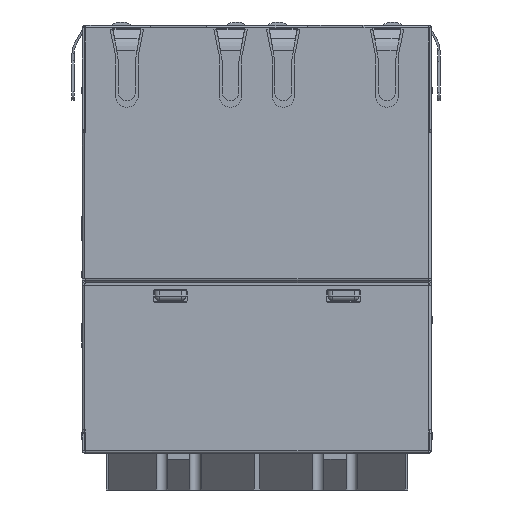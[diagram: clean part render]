
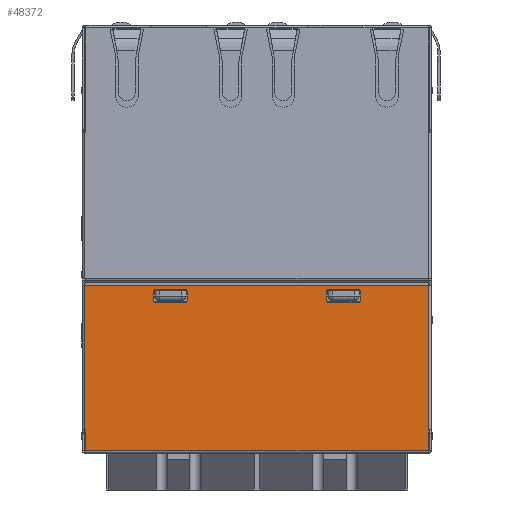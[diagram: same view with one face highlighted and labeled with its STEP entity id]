
A CAD part, front view. The second image highlights one B-rep face of the part: STEP entity #48372.
In plain terms, the highlighted planar face has unit normal (0, -1, 0).
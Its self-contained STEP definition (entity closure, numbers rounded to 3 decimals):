
#8408=DIRECTION('',(0.,0.,1.));
#8409=VECTOR('',#8408,1.859);
#8410=CARTESIAN_POINT('',(-15.349,-12.875,-37.88));
#8411=LINE('',#8410,#8409);
#8416=DIRECTION('',(-1.,0.,0.));
#8417=VECTOR('',#8416,0.06);
#8418=CARTESIAN_POINT('',(-15.349,-12.875,-36.021));
#8419=LINE('',#8418,#8417);
#8420=DIRECTION('',(0.,0.,1.));
#8421=VECTOR('',#8420,1.859);
#8422=CARTESIAN_POINT('',(15.349,-12.875,-37.88));
#8423=LINE('',#8422,#8421);
#8424=DIRECTION('',(-1.,0.,0.));
#8425=VECTOR('',#8424,30.819);
#8426=CARTESIAN_POINT('',(15.409,-12.875,-23.1));
#8427=LINE('',#8426,#8425);
#8428=DIRECTION('',(1.,0.,0.));
#8429=VECTOR('',#8428,0.06);
#8430=CARTESIAN_POINT('',(15.349,-12.875,-36.021));
#8431=LINE('',#8430,#8429);
#8432=DIRECTION('',(0.,0.,1.));
#8433=VECTOR('',#8432,0.8);
#8434=CARTESIAN_POINT('',(-9.25,-12.875,-24.434));
#8435=LINE('',#8434,#8433);
#8436=CARTESIAN_POINT('',(-9.05,-12.875,-24.434));
#8437=DIRECTION('',(0.,1.,0.));
#8438=DIRECTION('',(0.,0.,-1.));
#8439=AXIS2_PLACEMENT_3D('',#8436,#8437,#8438);
#8441=DIRECTION('',(-1.,0.,0.));
#8442=VECTOR('',#8441,2.6);
#8443=CARTESIAN_POINT('',(-6.45,-12.875,-24.634));
#8444=LINE('',#8443,#8442);
#8445=CARTESIAN_POINT('',(-6.45,-12.875,-24.434));
#8446=DIRECTION('',(0.,1.,0.));
#8447=DIRECTION('',(1.,0.,0.));
#8448=AXIS2_PLACEMENT_3D('',#8445,#8446,#8447);
#8450=DIRECTION('',(0.,0.,-1.));
#8451=VECTOR('',#8450,0.8);
#8452=CARTESIAN_POINT('',(-6.25,-12.875,-23.634));
#8453=LINE('',#8452,#8451);
#8454=CARTESIAN_POINT('',(-6.45,-12.875,-23.634));
#8455=DIRECTION('',(0.,1.,0.));
#8456=DIRECTION('',(0.,0.,1.));
#8457=AXIS2_PLACEMENT_3D('',#8454,#8455,#8456);
#8459=DIRECTION('',(1.,0.,0.));
#8460=VECTOR('',#8459,2.6);
#8461=CARTESIAN_POINT('',(-9.05,-12.875,-23.434));
#8462=LINE('',#8461,#8460);
#8463=CARTESIAN_POINT('',(-9.05,-12.875,-23.634));
#8464=DIRECTION('',(0.,1.,0.));
#8465=DIRECTION('',(-1.,0.,0.));
#8466=AXIS2_PLACEMENT_3D('',#8463,#8464,#8465);
#8468=DIRECTION('',(0.,0.,-1.));
#8469=VECTOR('',#8468,0.8);
#8470=CARTESIAN_POINT('',(9.25,-12.875,-23.634));
#8471=LINE('',#8470,#8469);
#8472=CARTESIAN_POINT('',(9.05,-12.875,-23.634));
#8473=DIRECTION('',(0.,1.,0.));
#8474=DIRECTION('',(0.,0.,1.));
#8475=AXIS2_PLACEMENT_3D('',#8472,#8473,#8474);
#8477=DIRECTION('',(1.,0.,0.));
#8478=VECTOR('',#8477,2.6);
#8479=CARTESIAN_POINT('',(6.45,-12.875,-23.434));
#8480=LINE('',#8479,#8478);
#8481=CARTESIAN_POINT('',(6.45,-12.875,-23.634));
#8482=DIRECTION('',(0.,1.,0.));
#8483=DIRECTION('',(-1.,0.,0.));
#8484=AXIS2_PLACEMENT_3D('',#8481,#8482,#8483);
#8486=DIRECTION('',(0.,0.,1.));
#8487=VECTOR('',#8486,0.8);
#8488=CARTESIAN_POINT('',(6.25,-12.875,-24.434));
#8489=LINE('',#8488,#8487);
#8490=CARTESIAN_POINT('',(6.45,-12.875,-24.434));
#8491=DIRECTION('',(0.,1.,0.));
#8492=DIRECTION('',(0.,0.,-1.));
#8493=AXIS2_PLACEMENT_3D('',#8490,#8491,#8492);
#8495=DIRECTION('',(-1.,0.,0.));
#8496=VECTOR('',#8495,2.6);
#8497=CARTESIAN_POINT('',(9.05,-12.875,-24.634));
#8498=LINE('',#8497,#8496);
#8499=CARTESIAN_POINT('',(9.05,-12.875,-24.434));
#8500=DIRECTION('',(0.,1.,0.));
#8501=DIRECTION('',(1.,0.,0.));
#8502=AXIS2_PLACEMENT_3D('',#8499,#8500,#8501);
#8524=DIRECTION('',(-1.,0.,0.));
#8525=VECTOR('',#8524,30.699);
#8526=CARTESIAN_POINT('',(15.349,-12.875,-37.88));
#8527=LINE('',#8526,#8525);
#8668=DIRECTION('',(0.,0.,-1.));
#8669=VECTOR('',#8668,12.921);
#8670=CARTESIAN_POINT('',(15.409,-12.875,-23.1));
#8671=LINE('',#8670,#8669);
#8838=DIRECTION('',(0.,0.,1.));
#8839=VECTOR('',#8838,12.921);
#8840=CARTESIAN_POINT('',(-15.409,-12.875,-36.021));
#8841=LINE('',#8840,#8839);
#30896=CARTESIAN_POINT('',(6.45,-12.875,-24.634));
#30898=VERTEX_POINT('',#30896);
#33366=CARTESIAN_POINT('',(9.05,-12.875,-24.634));
#33368=VERTEX_POINT('',#33366);
#33540=CARTESIAN_POINT('',(-9.05,-12.875,-23.434));
#33541=CARTESIAN_POINT('',(-6.45,-12.875,-23.434));
#33542=VERTEX_POINT('',#33540);
#33543=VERTEX_POINT('',#33541);
#33798=CARTESIAN_POINT('',(15.349,-12.875,-36.021));
#33799=CARTESIAN_POINT('',(15.409,-12.875,-36.021));
#33800=VERTEX_POINT('',#33798);
#33801=VERTEX_POINT('',#33799);
#34408=CARTESIAN_POINT('',(9.25,-12.875,-23.634));
#34410=VERTEX_POINT('',#34408);
#35343=CARTESIAN_POINT('',(15.409,-12.875,-23.1));
#35344=VERTEX_POINT('',#35343);
#35419=CARTESIAN_POINT('',(-15.349,-12.875,-37.88));
#35420=CARTESIAN_POINT('',(-15.349,-12.875,-36.021));
#35421=VERTEX_POINT('',#35419);
#35422=VERTEX_POINT('',#35420);
#35955=CARTESIAN_POINT('',(-6.25,-12.875,-23.634));
#35956=VERTEX_POINT('',#35955);
#36023=CARTESIAN_POINT('',(9.25,-12.875,-24.434));
#36025=VERTEX_POINT('',#36023);
#36209=CARTESIAN_POINT('',(-15.409,-12.875,-23.1));
#36211=VERTEX_POINT('',#36209);
#36362=CARTESIAN_POINT('',(9.05,-12.875,-23.434));
#36364=VERTEX_POINT('',#36362);
#36422=CARTESIAN_POINT('',(-6.45,-12.875,-24.634));
#36424=VERTEX_POINT('',#36422);
#36565=CARTESIAN_POINT('',(15.349,-12.875,-37.88));
#36566=VERTEX_POINT('',#36565);
#36731=CARTESIAN_POINT('',(-15.409,-12.875,-36.021));
#36732=VERTEX_POINT('',#36731);
#36830=CARTESIAN_POINT('',(6.45,-12.875,-23.434));
#36831=VERTEX_POINT('',#36830);
#36989=CARTESIAN_POINT('',(-6.25,-12.875,-24.434));
#36990=VERTEX_POINT('',#36989);
#37144=CARTESIAN_POINT('',(-9.05,-12.875,-24.634));
#37145=VERTEX_POINT('',#37144);
#37465=CARTESIAN_POINT('',(-9.25,-12.875,-23.634));
#37466=VERTEX_POINT('',#37465);
#37966=CARTESIAN_POINT('',(6.25,-12.875,-24.434));
#37967=VERTEX_POINT('',#37966);
#38135=CARTESIAN_POINT('',(-9.25,-12.875,-24.434));
#38136=VERTEX_POINT('',#38135);
#38521=CARTESIAN_POINT('',(6.25,-12.875,-23.634));
#38522=VERTEX_POINT('',#38521);
#48315=CARTESIAN_POINT('',(0.,-12.875,0.));
#48316=DIRECTION('',(0.,-1.,0.));
#48317=DIRECTION('',(0.,0.,-1.));
#48318=AXIS2_PLACEMENT_3D('',#48315,#48316,#48317);
#48319=PLANE('',#48318);
#48321=ORIENTED_EDGE('',*,*,#48320,.F.);
#48323=ORIENTED_EDGE('',*,*,#48322,.T.);
#48324=ORIENTED_EDGE('',*,*,#48294,.T.);
#48325=ORIENTED_EDGE('',*,*,#48306,.T.);
#48327=ORIENTED_EDGE('',*,*,#48326,.T.);
#48329=ORIENTED_EDGE('',*,*,#48328,.F.);
#48331=ORIENTED_EDGE('',*,*,#48330,.T.);
#48333=ORIENTED_EDGE('',*,*,#48332,.F.);
#48334=EDGE_LOOP('',(#48321,#48323,#48324,#48325,#48327,#48329,#48331,#48333));
#48335=FACE_OUTER_BOUND('',#48334,.F.);
#48337=ORIENTED_EDGE('',*,*,#48336,.F.);
#48339=ORIENTED_EDGE('',*,*,#48338,.F.);
#48341=ORIENTED_EDGE('',*,*,#48340,.F.);
#48343=ORIENTED_EDGE('',*,*,#48342,.F.);
#48345=ORIENTED_EDGE('',*,*,#48344,.F.);
#48347=ORIENTED_EDGE('',*,*,#48346,.F.);
#48349=ORIENTED_EDGE('',*,*,#48348,.F.);
#48351=ORIENTED_EDGE('',*,*,#48350,.F.);
#48352=EDGE_LOOP('',(#48337,#48339,#48341,#48343,#48345,#48347,#48349,#48351));
#48353=FACE_BOUND('',#48352,.F.);
#48355=ORIENTED_EDGE('',*,*,#48354,.F.);
#48357=ORIENTED_EDGE('',*,*,#48356,.F.);
#48359=ORIENTED_EDGE('',*,*,#48358,.F.);
#48361=ORIENTED_EDGE('',*,*,#48360,.F.);
#48363=ORIENTED_EDGE('',*,*,#48362,.F.);
#48365=ORIENTED_EDGE('',*,*,#48364,.F.);
#48367=ORIENTED_EDGE('',*,*,#48366,.F.);
#48369=ORIENTED_EDGE('',*,*,#48368,.F.);
#48370=EDGE_LOOP('',(#48355,#48357,#48359,#48361,#48363,#48365,#48367,#48369));
#48371=FACE_BOUND('',#48370,.F.);
#48372=ADVANCED_FACE('',(#48335,#48353,#48371),#48319,.T.);
#8440=CIRCLE('',#8439,0.2);
#8449=CIRCLE('',#8448,0.2);
#8458=CIRCLE('',#8457,0.2);
#8467=CIRCLE('',#8466,0.2);
#8476=CIRCLE('',#8475,0.2);
#8485=CIRCLE('',#8484,0.2);
#8494=CIRCLE('',#8493,0.2);
#8503=CIRCLE('',#8502,0.2);
#48294=EDGE_CURVE('',#35421,#35422,#8411,.T.);
#48306=EDGE_CURVE('',#35422,#36732,#8419,.T.);
#48320=EDGE_CURVE('',#36566,#33800,#8423,.T.);
#48322=EDGE_CURVE('',#36566,#35421,#8527,.T.);
#48326=EDGE_CURVE('',#36732,#36211,#8841,.T.);
#48328=EDGE_CURVE('',#35344,#36211,#8427,.T.);
#48330=EDGE_CURVE('',#35344,#33801,#8671,.T.);
#48332=EDGE_CURVE('',#33800,#33801,#8431,.T.);
#48336=EDGE_CURVE('',#38136,#37466,#8435,.T.);
#48338=EDGE_CURVE('',#37145,#38136,#8440,.T.);
#48340=EDGE_CURVE('',#36424,#37145,#8444,.T.);
#48342=EDGE_CURVE('',#36990,#36424,#8449,.T.);
#48344=EDGE_CURVE('',#35956,#36990,#8453,.T.);
#48346=EDGE_CURVE('',#33543,#35956,#8458,.T.);
#48348=EDGE_CURVE('',#33542,#33543,#8462,.T.);
#48350=EDGE_CURVE('',#37466,#33542,#8467,.T.);
#48354=EDGE_CURVE('',#34410,#36025,#8471,.T.);
#48356=EDGE_CURVE('',#36364,#34410,#8476,.T.);
#48358=EDGE_CURVE('',#36831,#36364,#8480,.T.);
#48360=EDGE_CURVE('',#38522,#36831,#8485,.T.);
#48362=EDGE_CURVE('',#37967,#38522,#8489,.T.);
#48364=EDGE_CURVE('',#30898,#37967,#8494,.T.);
#48366=EDGE_CURVE('',#33368,#30898,#8498,.T.);
#48368=EDGE_CURVE('',#36025,#33368,#8503,.T.);
